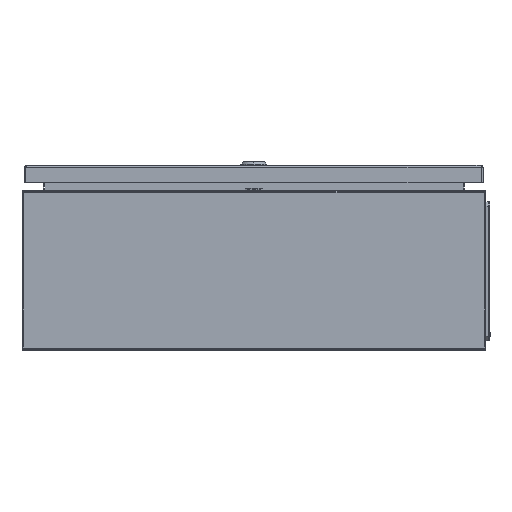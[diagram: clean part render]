
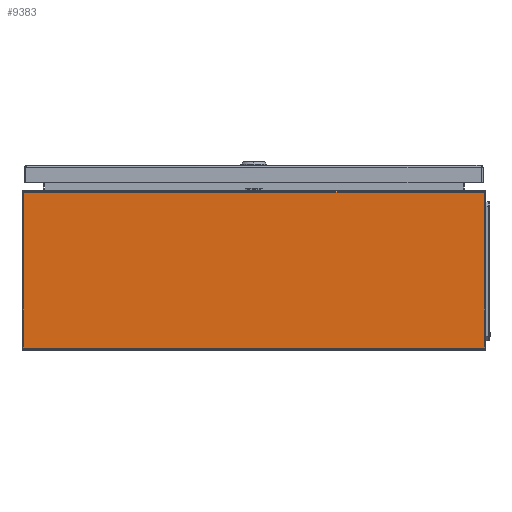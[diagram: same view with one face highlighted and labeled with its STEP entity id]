
A CAD part, left-side view. The second image highlights one B-rep face of the part: STEP entity #9383.
In plain terms, the highlighted planar face has unit normal (-1, 0, 0).
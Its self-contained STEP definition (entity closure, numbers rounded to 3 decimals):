
#138 = CARTESIAN_POINT ( 'NONE',  ( -250., -250., 1.7 ) ) ;
#934 = ORIENTED_EDGE ( 'NONE', *, *, #34344, .F. ) ;
#1513 = VERTEX_POINT ( 'NONE', #11428 ) ;
#2564 = EDGE_CURVE ( 'NONE', #26269, #27918, #20057, .T. ) ;
#2568 = ORIENTED_EDGE ( 'NONE', *, *, #15804, .T. ) ;
#3027 = CARTESIAN_POINT ( 'NONE',  ( -250., 250., 1.7 ) ) ;
#3081 = ORIENTED_EDGE ( 'NONE', *, *, #2564, .T. ) ;
#4509 = CARTESIAN_POINT ( 'NONE',  ( -250., 0., 0. ) ) ;
#5959 = CARTESIAN_POINT ( 'NONE',  ( -250., -248.2, 170.5 ) ) ;
#6747 = DIRECTION ( 'NONE',  ( 0., 0., 1. ) ) ;
#6866 = EDGE_CURVE ( 'NONE', #1513, #18340, #32966, .T. ) ;
#6933 = AXIS2_PLACEMENT_3D ( 'NONE', #4509, #15209, #25914 ) ;
#7566 = CARTESIAN_POINT ( 'NONE',  ( -250., 250., 0. ) ) ;
#8922 = CARTESIAN_POINT ( 'NONE',  ( -250., 0., 170.5 ) ) ;
#9383 = ADVANCED_FACE ( 'NONE', ( #17816 ), #28528, .F. ) ;
#10097 = DIRECTION ( 'NONE',  ( 0., 1., 0. ) ) ;
#10339 = LINE ( 'NONE', #21038, #14389 ) ;
#10451 = CARTESIAN_POINT ( 'NONE',  ( -250., -250., 170.5 ) ) ;
#11344 = VECTOR ( 'NONE', #10097, 1000. ) ;
#11428 = CARTESIAN_POINT ( 'NONE',  ( -250., 248.2, 170.5 ) ) ;
#11815 = VECTOR ( 'NONE', #6747, 1000. ) ;
#12373 = VECTOR ( 'NONE', #18264, 1000. ) ;
#13505 = VERTEX_POINT ( 'NONE', #5959 ) ;
#13709 = DIRECTION ( 'NONE',  ( 0., 1., 0. ) ) ;
#14389 = VECTOR ( 'NONE', #31756, 1000. ) ;
#14948 = EDGE_CURVE ( 'NONE', #18340, #34212, #31596, .T. ) ;
#15209 = DIRECTION ( 'NONE',  ( 1., 0., 0. ) ) ;
#15804 = EDGE_CURVE ( 'NONE', #27918, #13505, #23433, .T. ) ;
#16173 = EDGE_LOOP ( 'NONE', ( #934, #3081, #2568, #17972, #33440, #29766 ) ) ;
#17816 = FACE_OUTER_BOUND ( 'NONE', #16173, .T. ) ;
#17972 = ORIENTED_EDGE ( 'NONE', *, *, #33480, .T. ) ;
#18104 = CARTESIAN_POINT ( 'NONE',  ( -250., 250., 1.7 ) ) ;
#18264 = DIRECTION ( 'NONE',  ( 0., 0., -1. ) ) ;
#18340 = VERTEX_POINT ( 'NONE', #23143 ) ;
#19587 = VECTOR ( 'NONE', #13709, 1000. ) ;
#19621 = DIRECTION ( 'NONE',  ( 0., 1., 0. ) ) ;
#20057 = LINE ( 'NONE', #30778, #11815 ) ;
#21038 = CARTESIAN_POINT ( 'NONE',  ( -250., -248.2, 170.5 ) ) ;
#23143 = CARTESIAN_POINT ( 'NONE',  ( -250., 250., 170.5 ) ) ;
#23433 = LINE ( 'NONE', #34136, #11344 ) ;
#24965 = VECTOR ( 'NONE', #19621, 1000. ) ;
#25914 = DIRECTION ( 'NONE',  ( 0., 0., -1. ) ) ;
#26269 = VERTEX_POINT ( 'NONE', #138 ) ;
#27056 = LINE ( 'NONE', #3027, #19587 ) ;
#27918 = VERTEX_POINT ( 'NONE', #10451 ) ;
#28528 = PLANE ( 'NONE',  #6933 ) ;
#29766 = ORIENTED_EDGE ( 'NONE', *, *, #14948, .T. ) ;
#30778 = CARTESIAN_POINT ( 'NONE',  ( -250., -250., 0. ) ) ;
#31596 = LINE ( 'NONE', #7566, #12373 ) ;
#31756 = DIRECTION ( 'NONE',  ( 0., 1., 0. ) ) ;
#32966 = LINE ( 'NONE', #8922, #24965 ) ;
#33440 = ORIENTED_EDGE ( 'NONE', *, *, #6866, .T. ) ;
#33480 = EDGE_CURVE ( 'NONE', #13505, #1513, #10339, .T. ) ;
#34136 = CARTESIAN_POINT ( 'NONE',  ( -250., 0., 170.5 ) ) ;
#34212 = VERTEX_POINT ( 'NONE', #18104 ) ;
#34344 = EDGE_CURVE ( 'NONE', #26269, #34212, #27056, .T. ) ;
